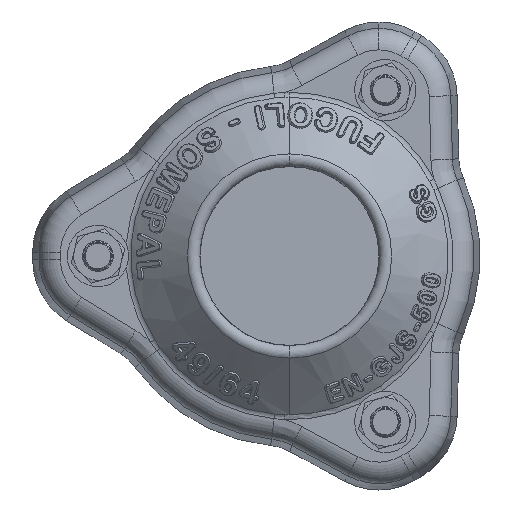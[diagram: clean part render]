
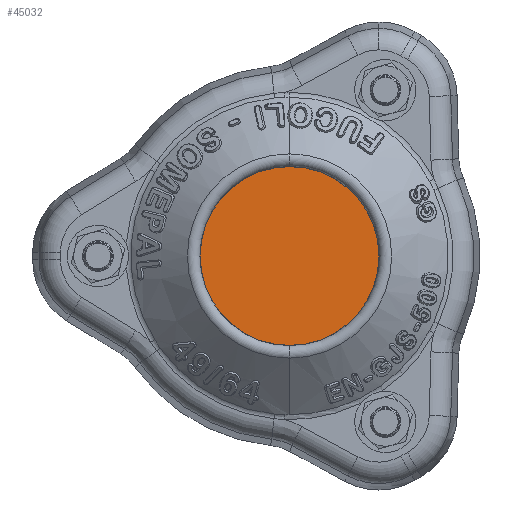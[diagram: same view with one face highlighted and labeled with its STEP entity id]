
A CAD part, left-side view. The second image highlights one B-rep face of the part: STEP entity #45032.
In plain terms, the highlighted planar face has unit normal (-1, 0, 0).
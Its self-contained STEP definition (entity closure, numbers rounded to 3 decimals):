
#6642 = DIRECTION ( 'NONE',  ( 0., 0., -1. ) ) ;
#13155 = AXIS2_PLACEMENT_3D ( 'NONE', #291514, #243439, #6642 ) ;
#19379 = CARTESIAN_POINT ( 'NONE',  ( -121.941, 0., 35. ) ) ;
#39104 = PLANE ( 'NONE',  #300975 ) ;
#45032 = ADVANCED_FACE ( 'NONE', ( #180229 ), #39104, .F. ) ;
#64322 = ORIENTED_EDGE ( 'NONE', *, *, #228437, .F. ) ;
#87054 = DIRECTION ( 'NONE',  ( 0., 0., -1. ) ) ;
#109681 = DIRECTION ( 'NONE',  ( 1., 0., 0. ) ) ;
#110693 = EDGE_CURVE ( 'NONE', #204861, #214263, #118679, .T. ) ;
#118679 = CIRCLE ( 'NONE', #168426, 35. ) ;
#122203 = DIRECTION ( 'NONE',  ( 0., 0., -1. ) ) ;
#133623 = CARTESIAN_POINT ( 'NONE',  ( -121.941, 0., -35. ) ) ;
#139656 = DIRECTION ( 'NONE',  ( 1., 0., 0. ) ) ;
#168426 = AXIS2_PLACEMENT_3D ( 'NONE', #281103, #139656, #122203 ) ;
#174670 = EDGE_LOOP ( 'NONE', ( #64322, #231517 ) ) ;
#180229 = FACE_OUTER_BOUND ( 'NONE', #174670, .T. ) ;
#204861 = VERTEX_POINT ( 'NONE', #133623 ) ;
#214263 = VERTEX_POINT ( 'NONE', #19379 ) ;
#228437 = EDGE_CURVE ( 'NONE', #214263, #204861, #266618, .T. ) ;
#231517 = ORIENTED_EDGE ( 'NONE', *, *, #110693, .F. ) ;
#243439 = DIRECTION ( 'NONE',  ( 1., 0., 0. ) ) ;
#253172 = CARTESIAN_POINT ( 'NONE',  ( -121.941, 35.778, 0. ) ) ;
#266618 = CIRCLE ( 'NONE', #13155, 35. ) ;
#281103 = CARTESIAN_POINT ( 'NONE',  ( -121.941, 0., 0. ) ) ;
#291514 = CARTESIAN_POINT ( 'NONE',  ( -121.941, 0., 0. ) ) ;
#300975 = AXIS2_PLACEMENT_3D ( 'NONE', #253172, #109681, #87054 ) ;
